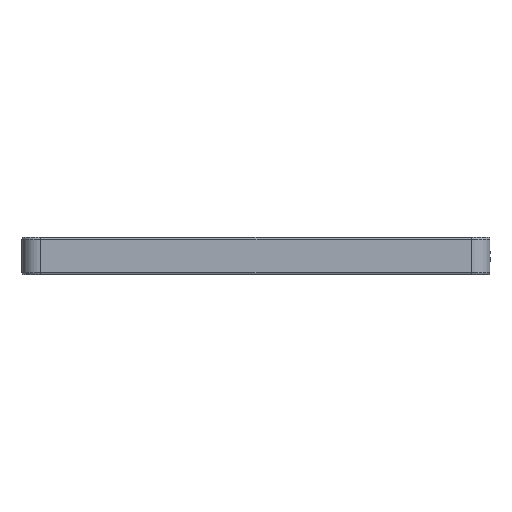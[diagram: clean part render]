
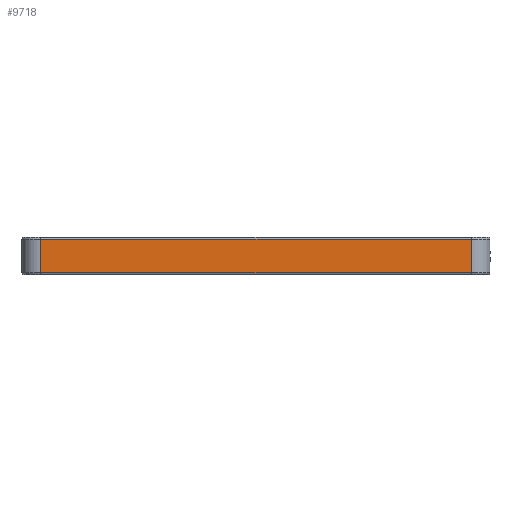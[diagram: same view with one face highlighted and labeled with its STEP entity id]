
A CAD part, left-side view. The second image highlights one B-rep face of the part: STEP entity #9718.
In plain terms, the highlighted planar face has unit normal (-1, 0, 0).
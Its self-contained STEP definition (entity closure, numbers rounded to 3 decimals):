
#217 = ORIENTED_EDGE ( 'NONE', *, *, #862, .T. ) ;
#862 = EDGE_CURVE ( 'NONE', #8956, #2137, #4869, .T. ) ;
#872 = FACE_OUTER_BOUND ( 'NONE', #5398, .T. ) ;
#1506 = CARTESIAN_POINT ( 'NONE',  ( -87.5, 57.5, 10. ) ) ;
#1519 = VERTEX_POINT ( 'NONE', #2501 ) ;
#1886 = EDGE_CURVE ( 'NONE', #2137, #1519, #8060, .T. ) ;
#2137 = VERTEX_POINT ( 'NONE', #7344 ) ;
#2154 = CARTESIAN_POINT ( 'NONE',  ( -87.5, -62.5, 10. ) ) ;
#2192 = DIRECTION ( 'NONE',  ( 1., 0., 0. ) ) ;
#2388 = DIRECTION ( 'NONE',  ( 0., 1., 0. ) ) ;
#2501 = CARTESIAN_POINT ( 'NONE',  ( -87.5, -57.5, 0.5 ) ) ;
#2676 = VECTOR ( 'NONE', #9332, 1000. ) ;
#2832 = ORIENTED_EDGE ( 'NONE', *, *, #9881, .T. ) ;
#2898 = DIRECTION ( 'NONE',  ( 0., 0., 1. ) ) ;
#3094 = ORIENTED_EDGE ( 'NONE', *, *, #9749, .T. ) ;
#3639 = DIRECTION ( 'NONE',  ( 0., 0., -1. ) ) ;
#3841 = AXIS2_PLACEMENT_3D ( 'NONE', #2154, #2192, #3639 ) ;
#4514 = VECTOR ( 'NONE', #2898, 1000. ) ;
#4752 = ORIENTED_EDGE ( 'NONE', *, *, #1886, .T. ) ;
#4869 = LINE ( 'NONE', #1506, #2676 ) ;
#5398 = EDGE_LOOP ( 'NONE', ( #217, #4752, #3094, #2832 ) ) ;
#5974 = VECTOR ( 'NONE', #9199, 1000. ) ;
#5991 = LINE ( 'NONE', #8458, #4514 ) ;
#6112 = VERTEX_POINT ( 'NONE', #9002 ) ;
#6849 = PLANE ( 'NONE',  #3841 ) ;
#6974 = CARTESIAN_POINT ( 'NONE',  ( -87.5, 57.5, 9.5 ) ) ;
#7011 = CARTESIAN_POINT ( 'NONE',  ( -87.5, -57.5, 0.5 ) ) ;
#7340 = VECTOR ( 'NONE', #2388, 1000. ) ;
#7344 = CARTESIAN_POINT ( 'NONE',  ( -87.5, 57.5, 0.5 ) ) ;
#7590 = LINE ( 'NONE', #9408, #7340 ) ;
#8060 = LINE ( 'NONE', #7011, #5974 ) ;
#8458 = CARTESIAN_POINT ( 'NONE',  ( -87.5, -57.5, 10. ) ) ;
#8956 = VERTEX_POINT ( 'NONE', #6974 ) ;
#9002 = CARTESIAN_POINT ( 'NONE',  ( -87.5, -57.5, 9.5 ) ) ;
#9199 = DIRECTION ( 'NONE',  ( 0., -1., 0. ) ) ;
#9332 = DIRECTION ( 'NONE',  ( 0., 0., -1. ) ) ;
#9408 = CARTESIAN_POINT ( 'NONE',  ( -87.5, -62.5, 9.5 ) ) ;
#9718 = ADVANCED_FACE ( 'NONE', ( #872 ), #6849, .F. ) ;
#9749 = EDGE_CURVE ( 'NONE', #1519, #6112, #5991, .T. ) ;
#9881 = EDGE_CURVE ( 'NONE', #6112, #8956, #7590, .T. ) ;
